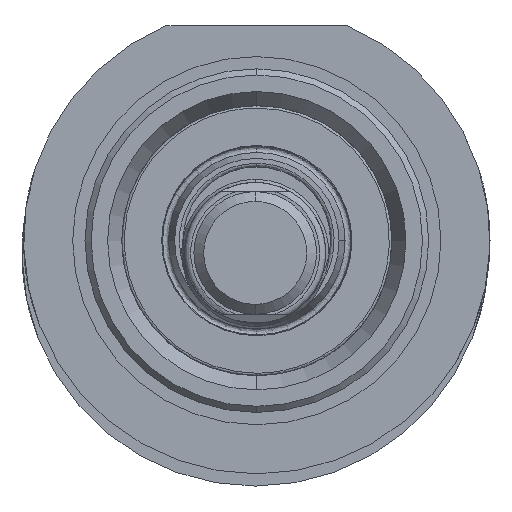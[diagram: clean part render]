
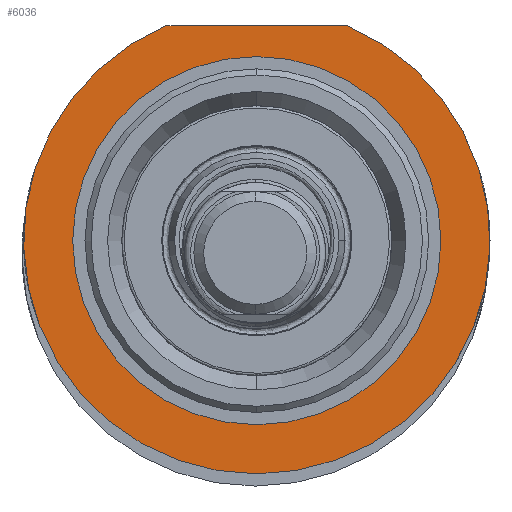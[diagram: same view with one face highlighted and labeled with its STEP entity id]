
A CAD part, front view. The second image highlights one B-rep face of the part: STEP entity #6036.
In plain terms, the highlighted planar face has unit normal (0, -1, 0).
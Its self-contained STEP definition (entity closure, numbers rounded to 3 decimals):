
#207 = FACE_BOUND ( 'NONE', #880, .T. ) ;
#297 = DIRECTION ( 'NONE',  ( 1., 0., 0. ) ) ;
#377 = CARTESIAN_POINT ( 'NONE',  ( 7.399, -71.25, 17.5 ) ) ;
#406 = CIRCLE ( 'NONE', #4079, 15. ) ;
#452 = CARTESIAN_POINT ( 'NONE',  ( 0., -71.25, -19. ) ) ;
#622 = VERTEX_POINT ( 'NONE', #452 ) ;
#880 = EDGE_LOOP ( 'NONE', ( #3818, #4783 ) ) ;
#911 = CIRCLE ( 'NONE', #2002, 19. ) ;
#981 = EDGE_LOOP ( 'NONE', ( #1306, #4671, #1089 ) ) ;
#1089 = ORIENTED_EDGE ( 'NONE', *, *, #6778, .F. ) ;
#1306 = ORIENTED_EDGE ( 'NONE', *, *, #2973, .F. ) ;
#1402 = VERTEX_POINT ( 'NONE', #377 ) ;
#1649 = EDGE_CURVE ( 'NONE', #5398, #4758, #2050, .T. ) ;
#1829 = DIRECTION ( 'NONE',  ( 0., 0., 1. ) ) ;
#1831 = EDGE_CURVE ( 'NONE', #622, #5737, #6451, .T. ) ;
#1961 = CARTESIAN_POINT ( 'NONE',  ( 0., -71.25, 1.475 ) ) ;
#1965 = CARTESIAN_POINT ( 'NONE',  ( -7.399, -71.25, 17.5 ) ) ;
#2002 = AXIS2_PLACEMENT_3D ( 'NONE', #3570, #4702, #2924 ) ;
#2050 = CIRCLE ( 'NONE', #6387, 15. ) ;
#2326 = LINE ( 'NONE', #1965, #2411 ) ;
#2411 = VECTOR ( 'NONE', #297, 1000. ) ;
#2463 = CARTESIAN_POINT ( 'NONE',  ( 0., -71.25, 15. ) ) ;
#2578 = PLANE ( 'NONE',  #3846 ) ;
#2924 = DIRECTION ( 'NONE',  ( 0., 0., -1. ) ) ;
#2973 = EDGE_CURVE ( 'NONE', #5737, #1402, #2326, .T. ) ;
#3018 = DIRECTION ( 'NONE',  ( 0., 0., -1. ) ) ;
#3064 = CARTESIAN_POINT ( 'NONE',  ( 0., -71.25, 0. ) ) ;
#3095 = CARTESIAN_POINT ( 'NONE',  ( 0., -71.25, -15. ) ) ;
#3570 = CARTESIAN_POINT ( 'NONE',  ( 0., -71.25, 0. ) ) ;
#3714 = DIRECTION ( 'NONE',  ( 0., -1., 0. ) ) ;
#3818 = ORIENTED_EDGE ( 'NONE', *, *, #5173, .T. ) ;
#3846 = AXIS2_PLACEMENT_3D ( 'NONE', #1961, #3714, #4315 ) ;
#3879 = CARTESIAN_POINT ( 'NONE',  ( -7.399, -71.25, 17.5 ) ) ;
#4067 = CARTESIAN_POINT ( 'NONE',  ( 0., -71.25, 0. ) ) ;
#4079 = AXIS2_PLACEMENT_3D ( 'NONE', #4487, #5613, #5562 ) ;
#4315 = DIRECTION ( 'NONE',  ( 0., 0., -1. ) ) ;
#4487 = CARTESIAN_POINT ( 'NONE',  ( 0., -71.25, 0. ) ) ;
#4671 = ORIENTED_EDGE ( 'NONE', *, *, #1831, .F. ) ;
#4702 = DIRECTION ( 'NONE',  ( 0., 1., 0. ) ) ;
#4758 = VERTEX_POINT ( 'NONE', #2463 ) ;
#4783 = ORIENTED_EDGE ( 'NONE', *, *, #1649, .T. ) ;
#5173 = EDGE_CURVE ( 'NONE', #4758, #5398, #406, .T. ) ;
#5233 = DIRECTION ( 'NONE',  ( 0., 1., 0. ) ) ;
#5398 = VERTEX_POINT ( 'NONE', #3095 ) ;
#5562 = DIRECTION ( 'NONE',  ( 0., 0., 1. ) ) ;
#5613 = DIRECTION ( 'NONE',  ( 0., 1., 0. ) ) ;
#5737 = VERTEX_POINT ( 'NONE', #3879 ) ;
#5930 = FACE_OUTER_BOUND ( 'NONE', #981, .T. ) ;
#6036 = ADVANCED_FACE ( 'NONE', ( #207, #5930 ), #2578, .T. ) ;
#6387 = AXIS2_PLACEMENT_3D ( 'NONE', #4067, #5233, #1829 ) ;
#6388 = DIRECTION ( 'NONE',  ( 0., 1., 0. ) ) ;
#6451 = CIRCLE ( 'NONE', #6669, 19. ) ;
#6669 = AXIS2_PLACEMENT_3D ( 'NONE', #3064, #6388, #3018 ) ;
#6778 = EDGE_CURVE ( 'NONE', #1402, #622, #911, .T. ) ;
